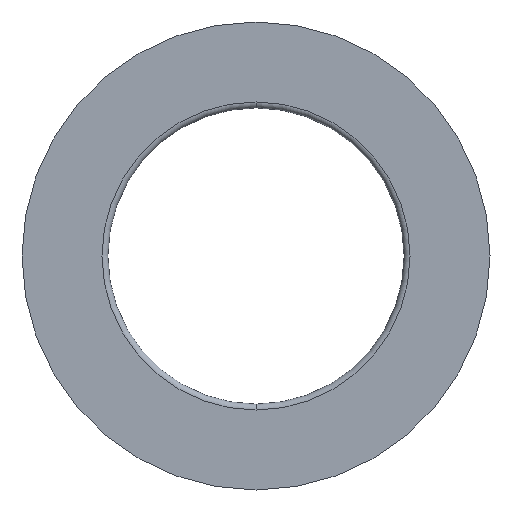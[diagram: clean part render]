
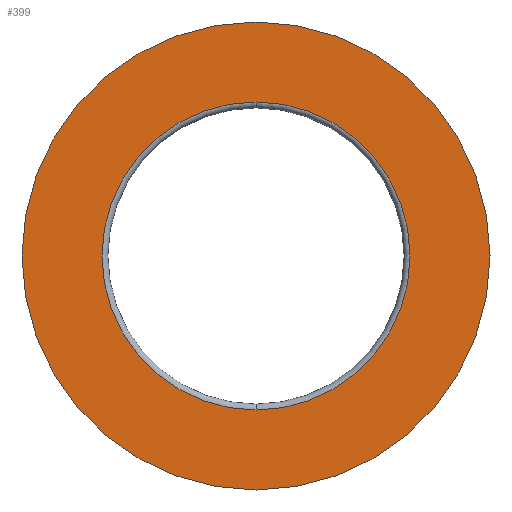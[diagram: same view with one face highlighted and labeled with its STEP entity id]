
A CAD part, front view. The second image highlights one B-rep face of the part: STEP entity #399.
In plain terms, the highlighted planar face has unit normal (0, -1, 0).
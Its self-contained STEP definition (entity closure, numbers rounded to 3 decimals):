
#3 = CIRCLE ( 'NONE', #222, 52. ) ;
#8 = AXIS2_PLACEMENT_3D ( 'NONE', #415, #35, #272 ) ;
#28 = CARTESIAN_POINT ( 'NONE',  ( 0., 0., -79. ) ) ;
#33 = VERTEX_POINT ( 'NONE', #123 ) ;
#35 = DIRECTION ( 'NONE',  ( 0., 1., 0. ) ) ;
#38 = DIRECTION ( 'NONE',  ( 0., 1., 0. ) ) ;
#42 = CIRCLE ( 'NONE', #8, 79. ) ;
#58 = VERTEX_POINT ( 'NONE', #28 ) ;
#80 = EDGE_LOOP ( 'NONE', ( #193, #289 ) ) ;
#82 = EDGE_CURVE ( 'NONE', #157, #58, #408, .T. ) ;
#92 = AXIS2_PLACEMENT_3D ( 'NONE', #163, #274, #379 ) ;
#93 = AXIS2_PLACEMENT_3D ( 'NONE', #196, #98, #132 ) ;
#98 = DIRECTION ( 'NONE',  ( 0., 1., 0. ) ) ;
#106 = DIRECTION ( 'NONE',  ( 0., 0., 1. ) ) ;
#114 = VERTEX_POINT ( 'NONE', #265 ) ;
#123 = CARTESIAN_POINT ( 'NONE',  ( 0., 0., -52. ) ) ;
#132 = DIRECTION ( 'NONE',  ( 0., 0., 1. ) ) ;
#157 = VERTEX_POINT ( 'NONE', #371 ) ;
#163 = CARTESIAN_POINT ( 'NONE',  ( -79., 0., 0. ) ) ;
#171 = CARTESIAN_POINT ( 'NONE',  ( 0., 0., 0. ) ) ;
#179 = CIRCLE ( 'NONE', #229, 52. ) ;
#191 = EDGE_CURVE ( 'NONE', #33, #114, #179, .T. ) ;
#193 = ORIENTED_EDGE ( 'NONE', *, *, #233, .T. ) ;
#196 = CARTESIAN_POINT ( 'NONE',  ( 0., 0., 0. ) ) ;
#199 = FACE_BOUND ( 'NONE', #80, .T. ) ;
#202 = FACE_OUTER_BOUND ( 'NONE', #317, .T. ) ;
#222 = AXIS2_PLACEMENT_3D ( 'NONE', #171, #314, #106 ) ;
#229 = AXIS2_PLACEMENT_3D ( 'NONE', #377, #38, #309 ) ;
#233 = EDGE_CURVE ( 'NONE', #114, #33, #3, .T. ) ;
#239 = PLANE ( 'NONE',  #92 ) ;
#265 = CARTESIAN_POINT ( 'NONE',  ( 0., 0., 52. ) ) ;
#272 = DIRECTION ( 'NONE',  ( 0., 0., 1. ) ) ;
#274 = DIRECTION ( 'NONE',  ( 0., -1., 0. ) ) ;
#289 = ORIENTED_EDGE ( 'NONE', *, *, #191, .T. ) ;
#309 = DIRECTION ( 'NONE',  ( 0., 0., 1. ) ) ;
#314 = DIRECTION ( 'NONE',  ( 0., 1., 0. ) ) ;
#315 = ORIENTED_EDGE ( 'NONE', *, *, #82, .F. ) ;
#317 = EDGE_LOOP ( 'NONE', ( #315, #332 ) ) ;
#332 = ORIENTED_EDGE ( 'NONE', *, *, #378, .F. ) ;
#371 = CARTESIAN_POINT ( 'NONE',  ( 0., 0., 79. ) ) ;
#377 = CARTESIAN_POINT ( 'NONE',  ( 0., 0., 0. ) ) ;
#378 = EDGE_CURVE ( 'NONE', #58, #157, #42, .T. ) ;
#379 = DIRECTION ( 'NONE',  ( 0., 0., -1. ) ) ;
#399 = ADVANCED_FACE ( 'NONE', ( #199, #202 ), #239, .T. ) ;
#408 = CIRCLE ( 'NONE', #93, 79. ) ;
#415 = CARTESIAN_POINT ( 'NONE',  ( 0., 0., 0. ) ) ;
